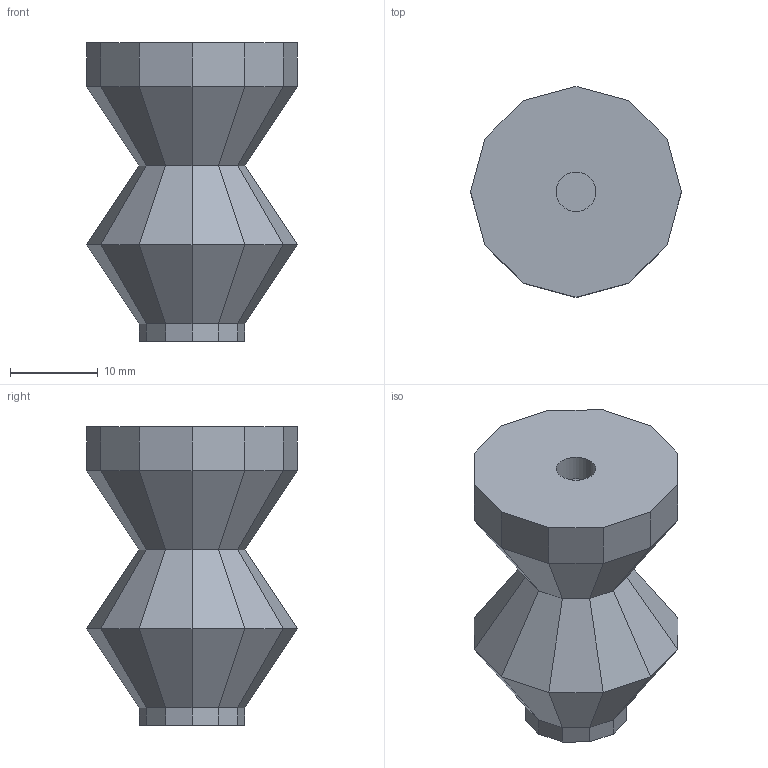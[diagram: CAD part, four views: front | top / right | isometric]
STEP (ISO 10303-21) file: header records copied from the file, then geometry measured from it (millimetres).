
FILE_DESCRIPTION(/* description */ (''),/* implementation_level */ '2;1');
FILE_NAME(/* name */ 'Test24.18.07.stp',/* time_stamp */ '2024-07-31T11:28:56+09:00',/* author */ ('ojs08'),/* organization */ (''),/* preprocessor_version */ 'ST-DEVELOPER v19',/* originating_system */ 'Autodesk Inventor 2023',/* authorisation */ '');
FILE_SCHEMA (('AUTOMOTIVE_DESIGN { 1 0 10303 214 3 1 1 }'));
Length unit declared in the file: millimetre
Products named in the file (1): Test24.18.07
Bounding box: 24 x 24 x 34 mm (x, y, z)
Volume: 4232.3 mm3; surface area: 4737.5 mm2
Topology: 1 solids, 1 shells, 101 faces, 219 edges, 122 vertices
Faces by surface type: plane 100, cylinder 1
Full cylindrical faces by diameter (mm): 4.5 x1
Entity records: 2642 total; most frequent: CARTESIAN_POINT 443, ORIENTED_EDGE 438, DIRECTION 425, EDGE_CURVE 219, LINE 217, VECTOR 217, VERTEX_POINT 122, AXIS2_PLACEMENT_3D 104
